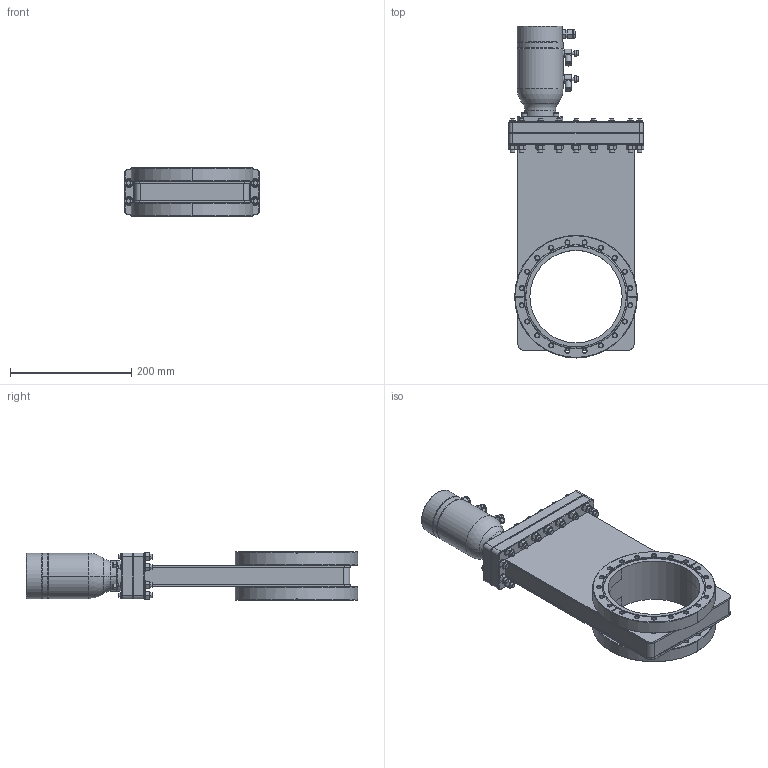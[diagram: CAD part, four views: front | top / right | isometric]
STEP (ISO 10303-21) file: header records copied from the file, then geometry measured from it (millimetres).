
FILE_DESCRIPTION((''),'2;1');
FILE_NAME('11222-0600R','2011-01-26T',('jd'),(''),'PRO/ENGINEER BY PARAMETRIC TECHNOLOGY CORPORATION, 2010280','PRO/ENGINEER BY PARAMETRIC TECHNOLOGY CORPORATION, 2010280','');
FILE_SCHEMA(('CONFIG_CONTROL_DESIGN'));
Length unit declared in the file: inch
Products named in the file (1): 11222-0600R
Bounding box: 224.01 x 548.08 x 80.39 mm (x, y, z)
Volume: 3534139.7 mm3; surface area: 346358.8 mm2
Topology: 1 solids, 41 shells, 1624 faces, 3727 edges, 2276 vertices
Faces by surface type: plane 873, cone 380, cylinder 353, torus 16, sphere 2
Entity records: 46375 total; most frequent: CARTESIAN_POINT 9748, DIRECTION 7768, ORIENTED_EDGE 7294, EDGE_CURVE 3727, AXIS2_PLACEMENT_3D 2884, VERTEX_POINT 2276, VECTOR 2000, LINE 2000
